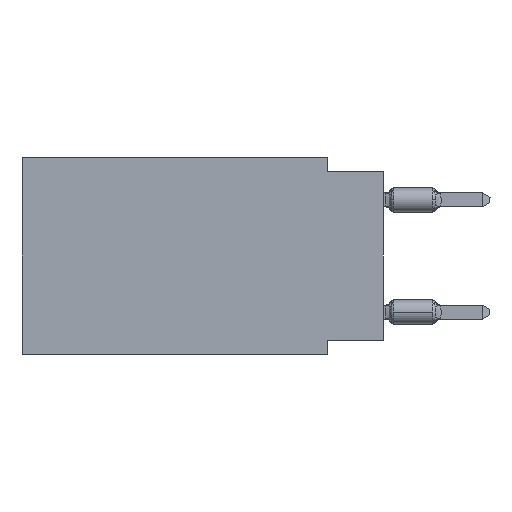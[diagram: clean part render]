
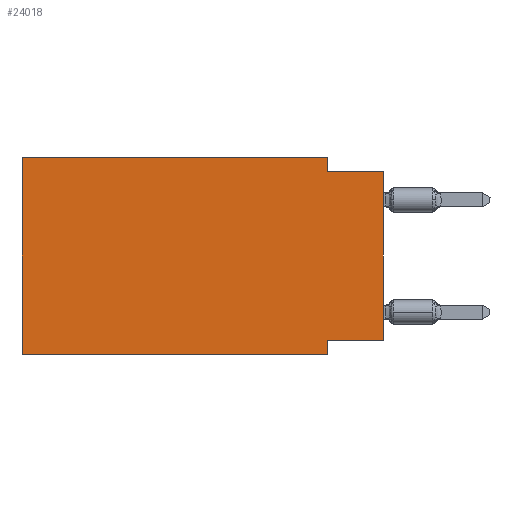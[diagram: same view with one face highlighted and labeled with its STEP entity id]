
A CAD part, left-side view. The second image highlights one B-rep face of the part: STEP entity #24018.
In plain terms, the highlighted planar face has unit normal (-1, 0, 0).
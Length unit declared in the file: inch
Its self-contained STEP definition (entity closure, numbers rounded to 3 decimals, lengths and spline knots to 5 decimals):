
#270 = CARTESIAN_POINT ( 'NONE',  ( 0., 0., -0.325 ) ) ;
#630 = VERTEX_POINT ( 'NONE', #9646 ) ;
#1746 = LINE ( 'NONE', #23471, #42923 ) ;
#2056 = CARTESIAN_POINT ( 'NONE',  ( 0., 0.645, 0. ) ) ;
#2082 = CARTESIAN_POINT ( 'NONE',  ( 0., 0., 0. ) ) ;
#2348 = CARTESIAN_POINT ( 'NONE',  ( 0., 0.1, 0. ) ) ;
#3343 = EDGE_CURVE ( 'NONE', #35837, #33299, #28061, .T. ) ;
#3719 = CARTESIAN_POINT ( 'NONE',  ( 0., 0., -0.025 ) ) ;
#4194 = VECTOR ( 'NONE', #19875, 39.37008 ) ;
#4352 = PLANE ( 'NONE',  #37070 ) ;
#5327 = EDGE_LOOP ( 'NONE', ( #42526, #33623, #18083, #31092, #30158, #15258, #9579, #31787 ) ) ;
#5541 = VERTEX_POINT ( 'NONE', #7653 ) ;
#5832 = CARTESIAN_POINT ( 'NONE',  ( 0., 0.645, 0. ) ) ;
#5974 = CARTESIAN_POINT ( 'NONE',  ( 0., 0.1, -0.325 ) ) ;
#6568 = VERTEX_POINT ( 'NONE', #8903 ) ;
#7014 = CARTESIAN_POINT ( 'NONE',  ( 0., 0.645, 0. ) ) ;
#7653 = CARTESIAN_POINT ( 'NONE',  ( 0., 0., -0.325 ) ) ;
#8170 = VERTEX_POINT ( 'NONE', #30074 ) ;
#8903 = CARTESIAN_POINT ( 'NONE',  ( 0., 0.1, -0.025 ) ) ;
#9579 = ORIENTED_EDGE ( 'NONE', *, *, #40835, .F. ) ;
#9646 = CARTESIAN_POINT ( 'NONE',  ( 0., 0.645, -0.35 ) ) ;
#11693 = VERTEX_POINT ( 'NONE', #5974 ) ;
#13212 = FACE_OUTER_BOUND ( 'NONE', #5327, .T. ) ;
#13981 = VECTOR ( 'NONE', #38543, 39.37008 ) ;
#15178 = EDGE_CURVE ( 'NONE', #630, #8170, #22747, .T. ) ;
#15258 = ORIENTED_EDGE ( 'NONE', *, *, #15178, .T. ) ;
#16525 = EDGE_CURVE ( 'NONE', #630, #35837, #38472, .T. ) ;
#16613 = EDGE_CURVE ( 'NONE', #5541, #11693, #32916, .T. ) ;
#16618 = DIRECTION ( 'NONE',  ( 0., -1., 0. ) ) ;
#18083 = ORIENTED_EDGE ( 'NONE', *, *, #46844, .F. ) ;
#19875 = DIRECTION ( 'NONE',  ( 0., -1., 0. ) ) ;
#20395 = DIRECTION ( 'NONE',  ( 0., 0., 1. ) ) ;
#22747 = LINE ( 'NONE', #26317, #4194 ) ;
#23232 = EDGE_CURVE ( 'NONE', #6568, #35472, #31183, .T. ) ;
#23471 = CARTESIAN_POINT ( 'NONE',  ( 0., 0.1, -0.35 ) ) ;
#23959 = DIRECTION ( 'NONE',  ( 0., 0., -1. ) ) ;
#24018 = ADVANCED_FACE ( 'NONE', ( #13212 ), #4352, .F. ) ;
#24895 = VECTOR ( 'NONE', #27650, 39.37008 ) ;
#26317 = CARTESIAN_POINT ( 'NONE',  ( 0., 0.645, -0.35 ) ) ;
#26955 = CARTESIAN_POINT ( 'NONE',  ( 0., 0., -0.025 ) ) ;
#27054 = DIRECTION ( 'NONE',  ( 0., 0., -1. ) ) ;
#27650 = DIRECTION ( 'NONE',  ( 0., -1., 0. ) ) ;
#28061 = LINE ( 'NONE', #2056, #39486 ) ;
#30074 = CARTESIAN_POINT ( 'NONE',  ( 0., 0.1, -0.35 ) ) ;
#30158 = ORIENTED_EDGE ( 'NONE', *, *, #16525, .F. ) ;
#31092 = ORIENTED_EDGE ( 'NONE', *, *, #3343, .F. ) ;
#31183 = LINE ( 'NONE', #26955, #24895 ) ;
#31787 = ORIENTED_EDGE ( 'NONE', *, *, #16613, .F. ) ;
#32916 = LINE ( 'NONE', #270, #45366 ) ;
#33299 = VERTEX_POINT ( 'NONE', #44771 ) ;
#33523 = EDGE_CURVE ( 'NONE', #5541, #35472, #34746, .T. ) ;
#33623 = ORIENTED_EDGE ( 'NONE', *, *, #23232, .F. ) ;
#34746 = LINE ( 'NONE', #2082, #13981 ) ;
#35472 = VERTEX_POINT ( 'NONE', #3719 ) ;
#35837 = VERTEX_POINT ( 'NONE', #7014 ) ;
#37070 = AXIS2_PLACEMENT_3D ( 'NONE', #39813, #43633, #23959 ) ;
#38472 = LINE ( 'NONE', #5832, #41564 ) ;
#38543 = DIRECTION ( 'NONE',  ( 0., 0., 1. ) ) ;
#39486 = VECTOR ( 'NONE', #16618, 39.37008 ) ;
#39813 = CARTESIAN_POINT ( 'NONE',  ( 0., 0.645, 0. ) ) ;
#40835 = EDGE_CURVE ( 'NONE', #11693, #8170, #1746, .T. ) ;
#41564 = VECTOR ( 'NONE', #20395, 39.37008 ) ;
#42526 = ORIENTED_EDGE ( 'NONE', *, *, #33523, .T. ) ;
#42923 = VECTOR ( 'NONE', #27054, 39.37008 ) ;
#43633 = DIRECTION ( 'NONE',  ( 1., 0., 0. ) ) ;
#43881 = DIRECTION ( 'NONE',  ( 0., 1., 0. ) ) ;
#44771 = CARTESIAN_POINT ( 'NONE',  ( 0., 0.1, 0. ) ) ;
#45366 = VECTOR ( 'NONE', #43881, 39.37008 ) ;
#45667 = VECTOR ( 'NONE', #46431, 39.37008 ) ;
#45737 = LINE ( 'NONE', #2348, #45667 ) ;
#46431 = DIRECTION ( 'NONE',  ( 0., 0., -1. ) ) ;
#46844 = EDGE_CURVE ( 'NONE', #33299, #6568, #45737, .T. ) ;
